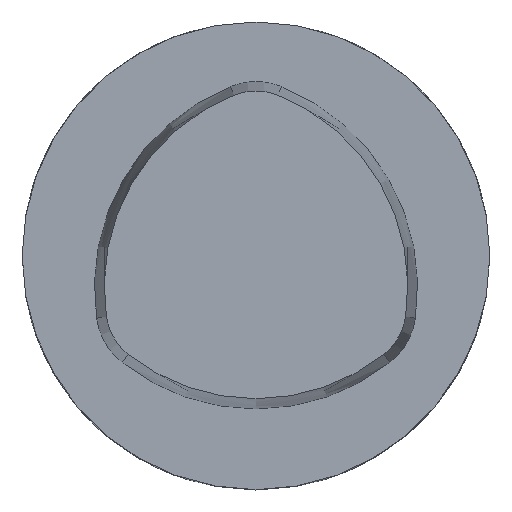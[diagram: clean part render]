
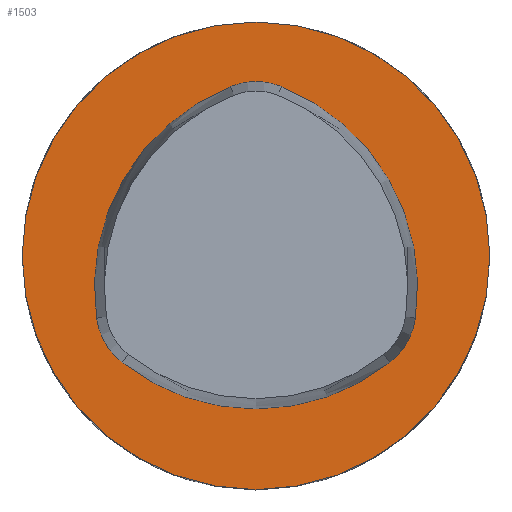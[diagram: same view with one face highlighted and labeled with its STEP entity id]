
A CAD part, top view. The second image highlights one B-rep face of the part: STEP entity #1503.
In plain terms, the highlighted planar face has unit normal (0, 0, 1).
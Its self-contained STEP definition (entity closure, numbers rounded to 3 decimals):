
#1503=ADVANCED_FACE('',(#1977),#1772,.T.);
#1772=PLANE('',#5625);
#1977=FACE_OUTER_BOUND('',#2265,.T.);
#2265=EDGE_LOOP('',(#3167));
#3167=ORIENTED_EDGE('',*,*,#5150,.F.);
#4517=VERTEX_POINT('',#8811);
#5150=EDGE_CURVE('',#4517,#4517,#5399,.T.);
#5399=CIRCLE('',#5619,20.);
#5619=AXIS2_PLACEMENT_3D('',#8810,#6541,#6542);
#5625=AXIS2_PLACEMENT_3D('',#8829,#6557,#6558);
#6541=DIRECTION('',(0.,0.,-1.));
#6542=DIRECTION('',(-1.,0.,0.));
#6557=DIRECTION('',(0.,0.,1.));
#6558=DIRECTION('',(1.,0.,0.));
#8810=CARTESIAN_POINT('',(0.,0.,0.));
#8811=CARTESIAN_POINT('',(-20.,0.,0.));
#8829=CARTESIAN_POINT('',(0.,0.,0.));
